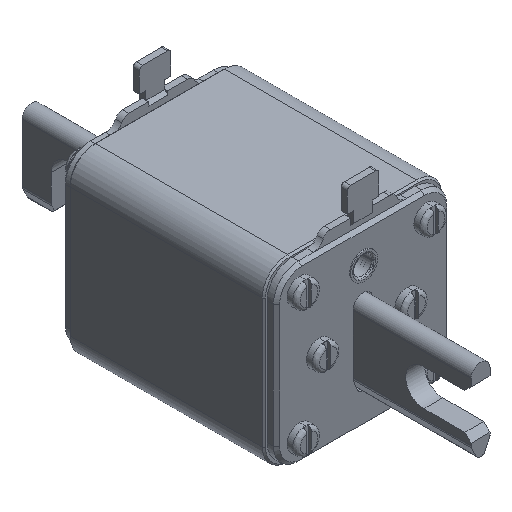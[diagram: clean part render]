
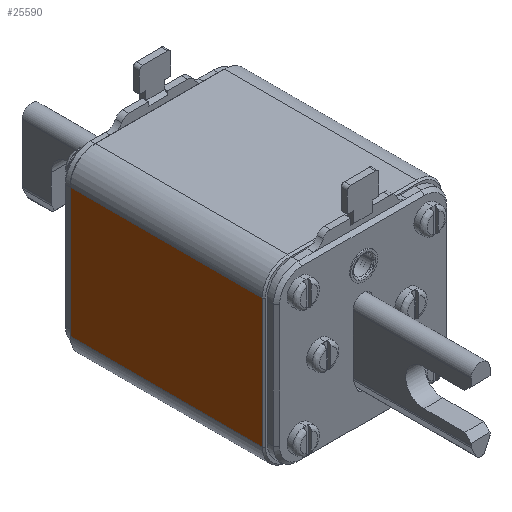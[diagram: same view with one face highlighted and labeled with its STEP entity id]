
A CAD part, isometric view. The second image highlights one B-rep face of the part: STEP entity #25590.
In plain terms, the highlighted free-form (B-spline) face has degree [1, 1] with [2, 2] control points.
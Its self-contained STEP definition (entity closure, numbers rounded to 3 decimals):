
#21709=CARTESIAN_POINT('V228',(-28.5,
   30.5,-20.5));
#21710=VERTEX_POINT('V228',#21709);
#21753=CARTESIAN_POINT('V230',(-28.5,
   30.5,20.5));
#21754=VERTEX_POINT('V230',#21753);
#21755=CARTESIAN_POINT('E339',(-28.5,
   30.5,-20.5));
#21756=CARTESIAN_POINT('E339',(-28.5,
   30.5,20.5));
#21757=QUASI_UNIFORM_CURVE('E339',1,(#21755,#21756),.POLYLINE_FORM.,
   .F.,.U.);
#21758=EDGE_CURVE('E339',#21710,#21754,#21757,.T.);
#25191=CARTESIAN_POINT('V229',(-28.5,
   -30.5,20.5));
#25192=VERTEX_POINT('V229',#25191);
#25221=CARTESIAN_POINT('V227',(-28.5,
   -30.5,-20.5));
#25222=VERTEX_POINT('V227',#25221);
#25223=CARTESIAN_POINT('E337',(-28.5,
   -30.5,20.5));
#25224=CARTESIAN_POINT('E337',(-28.5,
   -30.5,-20.5));
#25225=QUASI_UNIFORM_CURVE('E337',1,(#25223,#25224),.POLYLINE_FORM.,
   .F.,.U.);
#25226=EDGE_CURVE('E337',#25192,#25222,#25225,.T.);
#25566=CARTESIAN_POINT('E335',(-28.5,
   30.5,-20.5));
#25567=CARTESIAN_POINT('E335',(-28.5,
   -30.5,-20.5));
#25568=QUASI_UNIFORM_CURVE('E335',1,(#25566,#25567),.POLYLINE_FORM.,
   .F.,.U.);
#25569=EDGE_CURVE('E335',#21710,#25222,#25568,.T.);
#25575=CARTESIAN_POINT('F118',(-28.5,
   -33.55,-22.55));
#25576=CARTESIAN_POINT('F118',(-28.5,
   -33.55,22.55));
#25577=CARTESIAN_POINT('F118',(-28.5,
   33.55,-22.55));
#25578=CARTESIAN_POINT('F118',(-28.5,
   33.55,22.55));
#25579=B_SPLINE_SURFACE_WITH_KNOTS('F118',1,1,((#25575,#25577),(
   #25576,#25578)),.PLANE_SURF.,.F.,.F.,.U.,(2,2),(2,2),(0.0,1.0),
   (0.0,1.488),.UNSPECIFIED.);
#25580=ORIENTED_EDGE('E335',*,*,#25569,.T.);
#25581=ORIENTED_EDGE('E337',*,*,#25226,.F.);
#25582=CARTESIAN_POINT('E338',(-28.5,
   30.5,20.5));
#25583=CARTESIAN_POINT('E338',(-28.5,
   -30.5,20.5));
#25584=QUASI_UNIFORM_CURVE('E338',1,(#25582,#25583),.POLYLINE_FORM.,
   .F.,.U.);
#25585=EDGE_CURVE('E338',#21754,#25192,#25584,.T.);
#25586=ORIENTED_EDGE('E338',*,*,#25585,.F.);
#25587=ORIENTED_EDGE('E339',*,*,#21758,.F.);
#25588=EDGE_LOOP('F118',(#25580,#25581,#25586,#25587));
#25589=FACE_OUTER_BOUND('F118',#25588,.T.);
#25590=ADVANCED_FACE('F118',(#25589),#25579,.T.);
